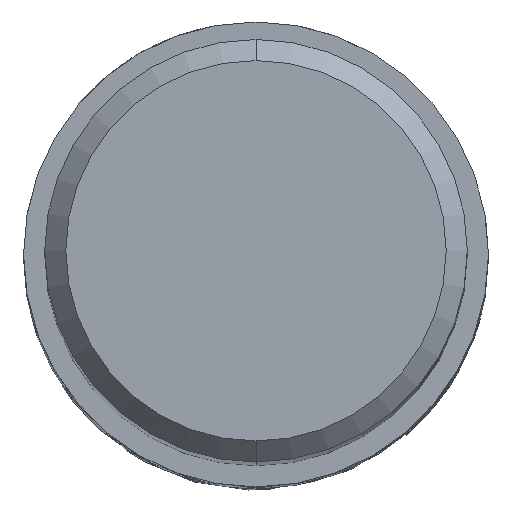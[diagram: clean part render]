
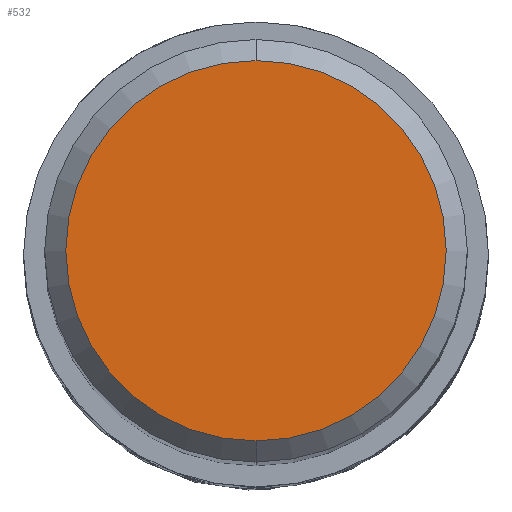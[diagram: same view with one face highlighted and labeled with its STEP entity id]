
A CAD part, top view. The second image highlights one B-rep face of the part: STEP entity #532.
In plain terms, the highlighted planar face has unit normal (0, 0, 1).
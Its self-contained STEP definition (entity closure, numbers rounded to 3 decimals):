
#398=EDGE_CURVE('',#598,#592,#947,.T.);
#532=ADVANCED_FACE('',(#1095),#1096,.T.);
#592=VERTEX_POINT('',#1160);
#598=VERTEX_POINT('',#1166);
#616=EDGE_CURVE('',#592,#598,#1185,.T.);
#947=CIRCLE('',#2162,3.6);
#1095=FACE_OUTER_BOUND('',#3000,.T.);
#1096=PLANE('',#3001);
#1160=CARTESIAN_POINT('',(0.,-3.6,0.0));
#1166=CARTESIAN_POINT('',(0.0,3.6,0.0));
#1185=CIRCLE('',#3682,3.6);
#2162=AXIS2_PLACEMENT_3D('',#5053,#5054,#5055);
#3000=EDGE_LOOP('',(#5209,#5210));
#3001=AXIS2_PLACEMENT_3D('',#5211,#5212,#5213);
#3682=AXIS2_PLACEMENT_3D('',#5280,#5281,#5282);
#5053=CARTESIAN_POINT('',(0.0,0.0,0.0));
#5054=DIRECTION('',(0.0,0.0,-1.0));
#5055=DIRECTION('',(0.0,1.0,0.0));
#5209=ORIENTED_EDGE('',*,*,#398,.F.);
#5210=ORIENTED_EDGE('',*,*,#616,.F.);
#5211=CARTESIAN_POINT('',(0.0,1.8,0.0));
#5212=DIRECTION('',(-0.0,0.0,1.0));
#5213=DIRECTION('',(0.0,-1.0,0.0));
#5280=CARTESIAN_POINT('',(0.0,0.0,0.0));
#5281=DIRECTION('',(0.0,0.0,-1.0));
#5282=DIRECTION('',(0.0,1.0,0.0));
